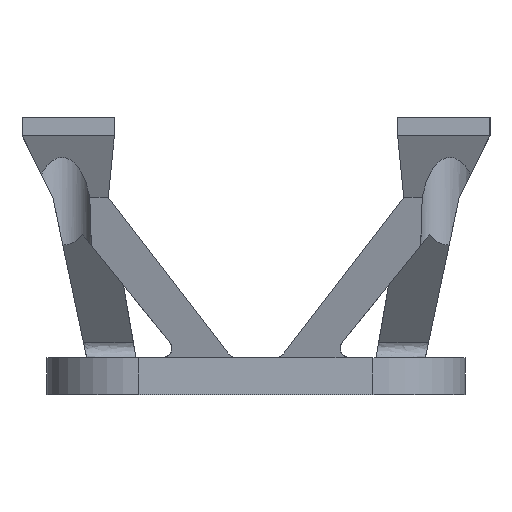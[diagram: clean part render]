
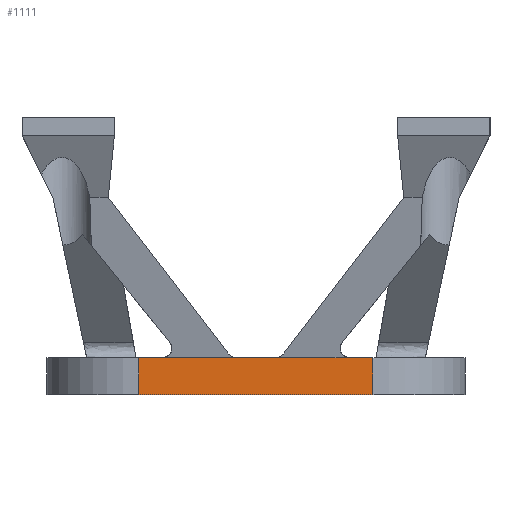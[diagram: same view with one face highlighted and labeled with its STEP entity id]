
A CAD part, left-side view. The second image highlights one B-rep face of the part: STEP entity #1111.
In plain terms, the highlighted planar face has unit normal (-1, 0, 0).
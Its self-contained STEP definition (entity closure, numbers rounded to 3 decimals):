
#97 = EDGE_CURVE('',#98,#100,#102,.T.);
#98 = VERTEX_POINT('',#99);
#99 = CARTESIAN_POINT('',(-33.,19.,0.));
#100 = VERTEX_POINT('',#101);
#101 = CARTESIAN_POINT('',(-33.,-19.,0.));
#102 = LINE('',#103,#104);
#103 = CARTESIAN_POINT('',(-33.,34.,0.));
#104 = VECTOR('',#105,1.);
#105 = DIRECTION('',(0.,-1.,0.));
#1111 = ADVANCED_FACE('',(#1112),#1137,.T.);
#1112 = FACE_BOUND('',#1113,.T.);
#1113 = EDGE_LOOP('',(#1114,#1115,#1123,#1131));
#1114 = ORIENTED_EDGE('',*,*,#97,.F.);
#1115 = ORIENTED_EDGE('',*,*,#1116,.T.);
#1116 = EDGE_CURVE('',#98,#1117,#1119,.T.);
#1117 = VERTEX_POINT('',#1118);
#1118 = CARTESIAN_POINT('',(-33.,19.,-6.));
#1119 = LINE('',#1120,#1121);
#1120 = CARTESIAN_POINT('',(-33.,19.,0.));
#1121 = VECTOR('',#1122,1.);
#1122 = DIRECTION('',(-0.,-0.,-1.));
#1123 = ORIENTED_EDGE('',*,*,#1124,.T.);
#1124 = EDGE_CURVE('',#1117,#1125,#1127,.T.);
#1125 = VERTEX_POINT('',#1126);
#1126 = CARTESIAN_POINT('',(-33.,-19.,-6.));
#1127 = LINE('',#1128,#1129);
#1128 = CARTESIAN_POINT('',(-33.,34.,-6.));
#1129 = VECTOR('',#1130,1.);
#1130 = DIRECTION('',(0.,-1.,0.));
#1131 = ORIENTED_EDGE('',*,*,#1132,.F.);
#1132 = EDGE_CURVE('',#100,#1125,#1133,.T.);
#1133 = LINE('',#1134,#1135);
#1134 = CARTESIAN_POINT('',(-33.,-19.,0.));
#1135 = VECTOR('',#1136,1.);
#1136 = DIRECTION('',(-0.,-0.,-1.));
#1137 = PLANE('',#1138);
#1138 = AXIS2_PLACEMENT_3D('',#1139,#1140,#1141);
#1139 = CARTESIAN_POINT('',(-33.,34.,0.));
#1140 = DIRECTION('',(-1.,0.,0.));
#1141 = DIRECTION('',(0.,-1.,0.));
